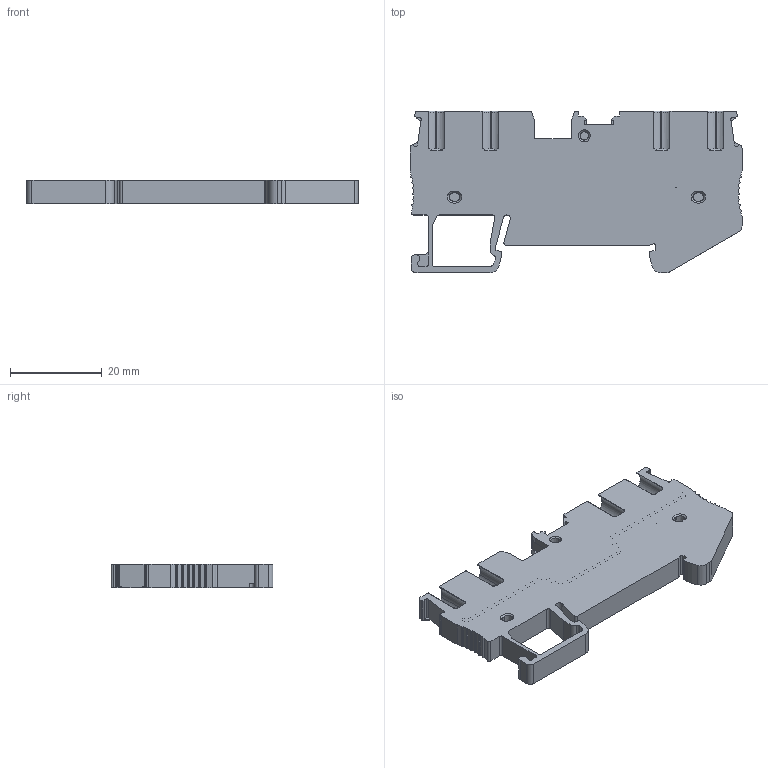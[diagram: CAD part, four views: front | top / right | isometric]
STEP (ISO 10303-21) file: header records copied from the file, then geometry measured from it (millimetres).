
FILE_DESCRIPTION((''),'2;1');
FILE_NAME('5YB576496-_ASM','2021-04-19T',('Administrator'),(''),'PRO/ENGINEER BY PARAMETRIC TECHNOLOGY CORPORATION, 2013230','PRO/ENGINEER BY PARAMETRIC TECHNOLOGY CORPORATION, 2013230','');
FILE_SCHEMA(('CONFIG_CONTROL_DESIGN'));
Length unit declared in the file: millimetre
Products named in the file (1): 5YB576496-_ASM
Bounding box: 72.2 x 35.2 x 5.2 mm (x, y, z)
Volume: 8726.9 mm3; surface area: 8665.4 mm2
Topology: 1 solids, 9 shells, 1043 faces, 2979 edges, 1971 vertices
Faces by surface type: plane 703, cylinder 272, torus 40, bspline 16, cone 12
Entity records: 36223 total; most frequent: CARTESIAN_POINT 7116, ORIENTED_EDGE 5958, DIRECTION 5477, EDGE_CURVE 2979, VECTOR 2177, LINE 2177, VERTEX_POINT 1971, AXIS2_PLACEMENT_3D 1650
